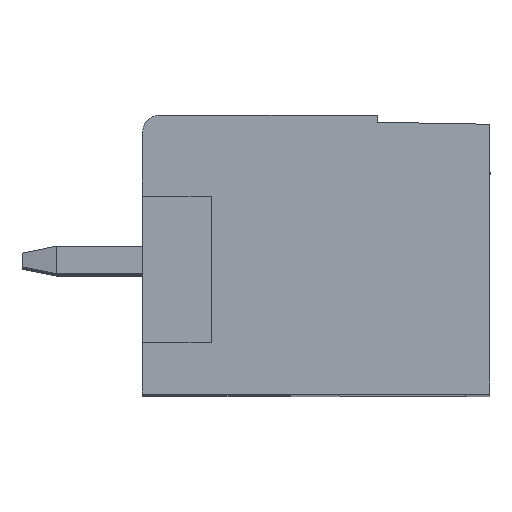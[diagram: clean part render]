
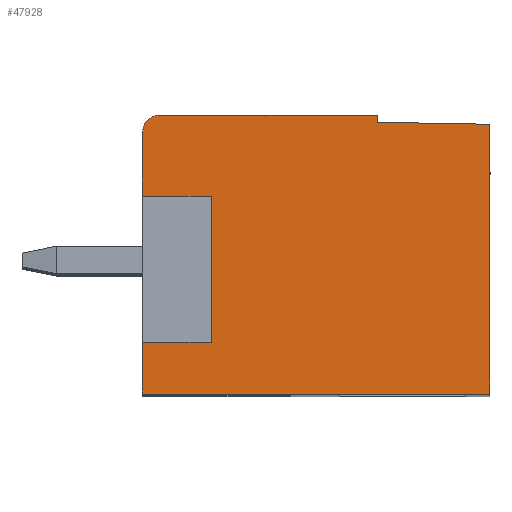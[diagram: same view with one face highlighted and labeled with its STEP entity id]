
A CAD part, top view. The second image highlights one B-rep face of the part: STEP entity #47928.
In plain terms, the highlighted planar face has unit normal (0, 0, 1).
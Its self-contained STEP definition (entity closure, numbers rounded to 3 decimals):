
#5=DIRECTION('',(0.,1.,0.));
#6=VECTOR('',#5,7.84);
#7=CARTESIAN_POINT('',(-10.615,0.099,168.212));
#8=LINE('',#7,#6);
#419=DIRECTION('',(0.,1.,0.));
#420=VECTOR('',#419,0.202);
#421=CARTESIAN_POINT('',(-13.889,7.997,168.212));
#422=LINE('',#421,#420);
#487=DIRECTION('',(0.,-1.,0.));
#488=VECTOR('',#487,1.85);
#489=CARTESIAN_POINT('',(-20.715,7.699,168.212));
#490=LINE('',#489,#488);
#503=DIRECTION('',(0.,-1.,0.));
#504=VECTOR('',#503,1.5);
#505=CARTESIAN_POINT('',(-20.715,1.599,168.212));
#506=LINE('',#505,#504);
#1711=DIRECTION('',(1.,0.,0.));
#1712=VECTOR('',#1711,10.1);
#1713=CARTESIAN_POINT('',(-20.715,0.099,
168.212));
#1714=LINE('',#1713,#1712);
#17255=DIRECTION('',(0.,1.,0.));
#17256=VECTOR('',#17255,4.25);
#17257=CARTESIAN_POINT('',(-18.715,1.599,
168.212));
#17258=LINE('',#17257,#17256);
#17259=DIRECTION('',(-1.,0.,0.));
#17260=VECTOR('',#17259,2.);
#17261=CARTESIAN_POINT('',(-18.715,5.849,
168.212));
#17262=LINE('',#17261,#17260);
#17263=CARTESIAN_POINT('',(-20.215,7.699,
168.212));
#17264=DIRECTION('',(0.,0.,-1.));
#17265=DIRECTION('',(-1.,0.,0.));
#17266=AXIS2_PLACEMENT_3D('',#17263,#17264,#17265);
#17268=DIRECTION('',(1.,0.,0.));
#17269=VECTOR('',#17268,6.326);
#17270=CARTESIAN_POINT('',(-20.215,8.199,
168.212));
#17271=LINE('',#17270,#17269);
#17272=DIRECTION('',(1.,-0.017,0.));
#17273=VECTOR('',#17272,3.274);
#17274=CARTESIAN_POINT('',(-13.889,7.997,
168.212));
#17275=LINE('',#17274,#17273);
#17276=DIRECTION('',(-1.,0.,0.));
#17277=VECTOR('',#17276,2.);
#17278=CARTESIAN_POINT('',(-18.715,1.599,
168.212));
#17279=LINE('',#17278,#17277);
#17300=CARTESIAN_POINT('',(-10.615,0.099,
168.212));
#17301=CARTESIAN_POINT('',(-10.615,7.94,
168.212));
#17302=VERTEX_POINT('',#17300);
#17303=VERTEX_POINT('',#17301);
#17376=CARTESIAN_POINT('',(-20.715,0.099,
168.212));
#17377=VERTEX_POINT('',#17376);
#17643=CARTESIAN_POINT('',(-13.889,7.997,
168.212));
#17644=VERTEX_POINT('',#17643);
#17645=CARTESIAN_POINT('',(-20.715,1.599,
168.212));
#17646=VERTEX_POINT('',#17645);
#17647=CARTESIAN_POINT('',(-18.715,1.599,
168.212));
#17648=VERTEX_POINT('',#17647);
#17649=CARTESIAN_POINT('',(-18.715,5.849,
168.212));
#17650=VERTEX_POINT('',#17649);
#17651=CARTESIAN_POINT('',(-20.715,5.849,
168.212));
#17652=VERTEX_POINT('',#17651);
#17653=CARTESIAN_POINT('',(-20.715,7.699,
168.212));
#17654=VERTEX_POINT('',#17653);
#17655=CARTESIAN_POINT('',(-20.215,8.199,
168.212));
#17656=VERTEX_POINT('',#17655);
#17657=CARTESIAN_POINT('',(-13.889,8.199,
168.212));
#17658=VERTEX_POINT('',#17657);
#47907=CARTESIAN_POINT('',(-10.615,0.099,
168.212));
#47908=DIRECTION('',(0.,0.,-1.));
#47909=DIRECTION('',(0.,1.,0.));
#47910=AXIS2_PLACEMENT_3D('',#47907,#47908,#47909);
#47911=PLANE('',#47910);
#47912=ORIENTED_EDGE('',*,*,#22639,.F.);
#47913=ORIENTED_EDGE('',*,*,#24729,.F.);
#47914=ORIENTED_EDGE('',*,*,#23104,.F.);
#47916=ORIENTED_EDGE('',*,*,#47915,.F.);
#47918=ORIENTED_EDGE('',*,*,#47917,.T.);
#47920=ORIENTED_EDGE('',*,*,#47919,.T.);
#47921=ORIENTED_EDGE('',*,*,#23096,.F.);
#47922=ORIENTED_EDGE('',*,*,#23061,.T.);
#47923=ORIENTED_EDGE('',*,*,#23046,.T.);
#47924=ORIENTED_EDGE('',*,*,#23031,.F.);
#47925=ORIENTED_EDGE('',*,*,#23016,.T.);
#47926=EDGE_LOOP('',(#47912,#47913,#47914,#47916,#47918,#47920,#47921,#47922,
#47923,#47924,#47925));
#47927=FACE_OUTER_BOUND('',#47926,.F.);
#17267=CIRCLE('',#17266,0.5);
#22639=EDGE_CURVE('',#17302,#17303,#8,.T.);
#23016=EDGE_CURVE('',#17644,#17303,#17275,.T.);
#23031=EDGE_CURVE('',#17644,#17658,#422,.T.);
#23046=EDGE_CURVE('',#17656,#17658,#17271,.T.);
#23061=EDGE_CURVE('',#17654,#17656,#17267,.T.);
#23096=EDGE_CURVE('',#17654,#17652,#490,.T.);
#23104=EDGE_CURVE('',#17646,#17377,#506,.T.);
#24729=EDGE_CURVE('',#17377,#17302,#1714,.T.);
#47915=EDGE_CURVE('',#17648,#17646,#17279,.T.);
#47917=EDGE_CURVE('',#17648,#17650,#17258,.T.);
#47919=EDGE_CURVE('',#17650,#17652,#17262,.T.);
#47928=ADVANCED_FACE('',(#47927),#47911,.F.);
